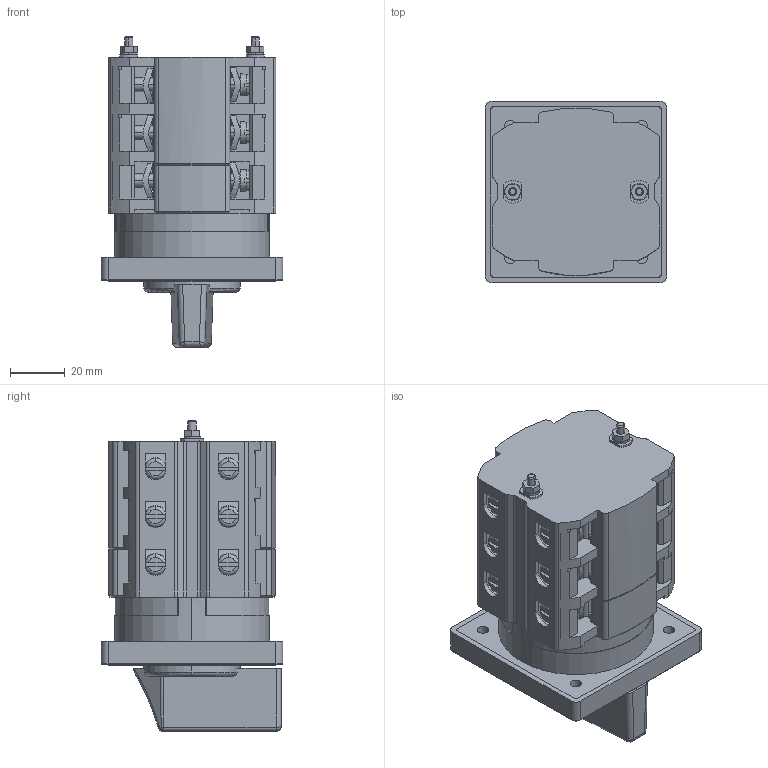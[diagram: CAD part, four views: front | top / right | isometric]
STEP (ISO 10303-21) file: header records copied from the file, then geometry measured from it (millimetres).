
FILE_DESCRIPTION((''),'2;1');
FILE_NAME('004773020_CS_40_3P_ASM','2021-10-01T',('marketing.praksa'),('Audax d.o.o.'),'CREO PARAMETRIC BY PTC INC, 2017480','CREO PARAMETRIC BY PTC INC, 2017480','');
FILE_SCHEMA(('AUTOMOTIVE_DESIGN { 1 0 10303 214 1 1 1 1 }'));
Products named in the file (55): BOT-SCRE2X_1_1_1_1_2_1; BOT-SCRE2X_1_2_1_1_2_1; BOT-SCRE2X_1_ASM_1_1_2_ASM_1_ASM; SCREW-X2_1_1_1_1_2_1; SCREW-X2_1_2_1_1_2_1; SCREW-X2_1_ASM_1_1_2_ASM_1_ASM; PRT9570_1_1_1_1_2_1; PRT9570_1_2_1_1_2_1; PRT9570_1_ASM_1_1_2_ASM_1_ASM; ELE-SCR_ASM_1_ASM_1_1_2_ASM_1_ASM; MEINA_1_1_1_1_2_1; MEINA_1_2_1_1_2_1; MEINA_1_ASM_1_1_2_ASM_1_ASM; PRT9571_1_1_1_1_2_1; PRT9571_1_2_1_1_2_1; PRT9571_1_ASM_1_1_2_ASM_1_ASM; COPPER-TOP_ASM_1_ASM_1_1_2_ASM__ASM; COPPER-THING_1_1_1_1_2_1; COPPER-THING_1_2_1_1_2_1; COPPER-THING_1_ASM_1_1_2_ASM_1_ASM; PRT9572_1_1_1_1_2_1; PRT9572_1_2_1_1_2_1; PRT9572_1_ASM_1_1_2_ASM_1_ASM; COPPER-BOT_ASM_1_ASM_1_1_2_ASM__ASM; BLACK-FRONT-SWITCH_1_1_1_1; WHITE-1_1_1_1_1; PRT9569_1_1_1_1; MID_1_1_1_1; SCREW-X2_1_1_1_1_1_1; SCREW-X2_1_2_1_1_1_1; SCREW-X2_1_ASM_1_1_ASM_1_ASM; PRT9570_1_1_1_1_1_1; PRT9570_1_2_1_1_1_1; PRT9570_1_ASM_1_1_ASM_1_ASM; ELE-SCR_ASM_1_ASM_1_1_ASM_1_ASM; MEINA_1_1_1_1_1_1; MEINA_1_2_1_1_1_1; MEINA_1_ASM_1_1_ASM_1_ASM; PRT9571_1_1_1_1_1_1; PRT9571_1_2_1_1_1_1 ...
Assembly tree (57 placements, depth 4):
  004773020_CS_40_3P_ASM
    BOT-SCRE2X_1_ASM_1_1_2_ASM_1_ASM
      BOT-SCRE2X_1_1_1_1_2_1
      BOT-SCRE2X_1_2_1_1_2_1
    ELE-SCR_ASM_1_ASM_1_1_2_ASM_1_ASM
      SCREW-X2_1_ASM_1_1_2_ASM_1_ASM
        SCREW-X2_1_1_1_1_2_1
        SCREW-X2_1_2_1_1_2_1
      PRT9570_1_ASM_1_1_2_ASM_1_ASM
        PRT9570_1_1_1_1_2_1
        PRT9570_1_2_1_1_2_1
    COPPER-TOP_ASM_1_ASM_1_1_2_ASM__ASM
      MEINA_1_ASM_1_1_2_ASM_1_ASM
        MEINA_1_1_1_1_2_1
        MEINA_1_2_1_1_2_1
      PRT9571_1_ASM_1_1_2_ASM_1_ASM
        PRT9571_1_1_1_1_2_1
        PRT9571_1_2_1_1_2_1
    COPPER-BOT_ASM_1_ASM_1_1_2_ASM__ASM
      COPPER-THING_1_ASM_1_1_2_ASM_1_ASM
        COPPER-THING_1_1_1_1_2_1
        COPPER-THING_1_2_1_1_2_1
      PRT9572_1_ASM_1_1_2_ASM_1_ASM
        PRT9572_1_1_1_1_2_1
        PRT9572_1_2_1_1_2_1
    BLACK-FRONT-SWITCH_1_1_1_1
    WHITE-1_1_1_1_1
    PRT9569_1_1_1_1
    MID_1_1_1_1
    ELE-SCR_ASM_1_ASM_1_1_ASM_1_ASM  x2
      SCREW-X2_1_ASM_1_1_ASM_1_ASM
        SCREW-X2_1_1_1_1_1_1
        SCREW-X2_1_2_1_1_1_1
      PRT9570_1_ASM_1_1_ASM_1_ASM
        PRT9570_1_1_1_1_1_1
        PRT9570_1_2_1_1_1_1
    COPPER-TOP_ASM_1_ASM_1_1_ASM_1_ASM  x2
      MEINA_1_ASM_1_1_ASM_1_ASM
        MEINA_1_1_1_1_1_1
        MEINA_1_2_1_1_1_1
      PRT9571_1_ASM_1_1_ASM_1_ASM
        PRT9571_1_1_1_1_1_1
        PRT9571_1_2_1_1_1_1
    COPPER-BOT_ASM_1_ASM_1_1_ASM_1_ASM  x2
      COPPER-THING_1_ASM_1_1_ASM_1_ASM
        COPPER-THING_1_1_1_1_1_1
        COPPER-THING_1_2_1_1_1_1
      PRT9572_1_ASM_1_1_ASM_1_ASM
        PRT9572_1_1_1_1_1_1
        PRT9572_1_2_1_1_1_1
    PRT9573_1_ASM_1_1_ASM_1_ASM
      PRT9573_1_1_1_1_1
      PRT9573_1_2_1_1_1
      PRT9573_1_3_1_1_1
    PS_40_TWO_BLOCKS_1_1_1_1_1_1
Bounding box: 66.2 x 66.2 x 113.24 mm (x, y, z)
Volume: 191838.4 mm3; surface area: 97867.8 mm2
Topology: 46 solids, 46 shells, 2356 faces, 6612 edges, 4343 vertices
Faces by surface type: plane 1649, cylinder 511, torus 79, cone 65, bspline 36, extrusion 12, sphere 4
Entity records: 104166 total; most frequent: CARTESIAN_POINT 16052, ORIENTED_EDGE 12066, DIRECTION 11390, PRESENTATION_STYLE_ASSIGNMENT 7515, STYLED_ITEM 7515, CURVE_STYLE 6045, EDGE_CURVE 6033, VECTOR 4586
